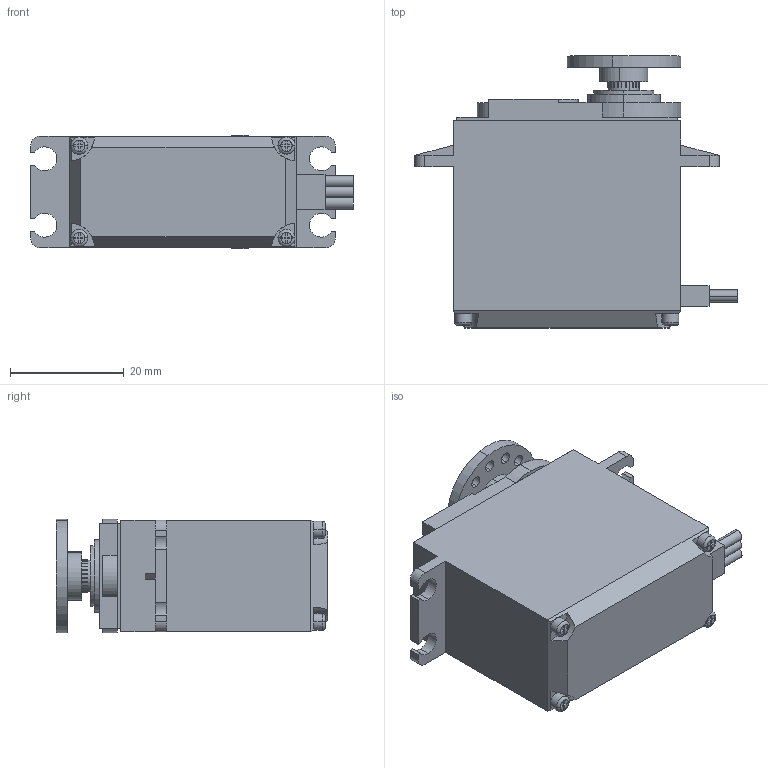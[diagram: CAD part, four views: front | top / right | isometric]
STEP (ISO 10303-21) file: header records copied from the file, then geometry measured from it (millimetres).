
FILE_DESCRIPTION (( 'STEP AP214' ), '1' );
FILE_NAME ('ServoMotorAssembly.step', '2022-07-16T15:45:09', ( 'Windows User' ), ( '' ), 'SwSTEP 2.0', 'SolidWorks 2022', '' );
FILE_SCHEMA (( 'AUTOMOTIVE_DESIGN' ));
Length unit declared in the file: millimetre
Products named in the file (5): ServoMotorAssembly; MG995Servo; ServoMotorInterface; ServoMotorRodInterfaceAssembly; ServoMotorRod
Assembly tree (4 placements, depth 3):
  ServoMotorAssembly
    MG995Servo
    ServoMotorRodInterfaceAssembly
      ServoMotorInterface
      ServoMotorRod
Bounding box: 56.85 x 47.9 x 20 mm (x, y, z)
Volume: 32021.4 mm3; surface area: 8574.6 mm2
Topology: 3 solids, 3 shells, 424 faces, 1085 edges, 679 vertices
Faces by surface type: plane 314, cylinder 98, torus 8, cone 4
Entity records: 13016 total; most frequent: DIRECTION 2278, CARTESIAN_POINT 2220, ORIENTED_EDGE 2170, EDGE_CURVE 1085, AXIS2_PLACEMENT_3D 769, LINE 740, VECTOR 740, VERTEX_POINT 679
